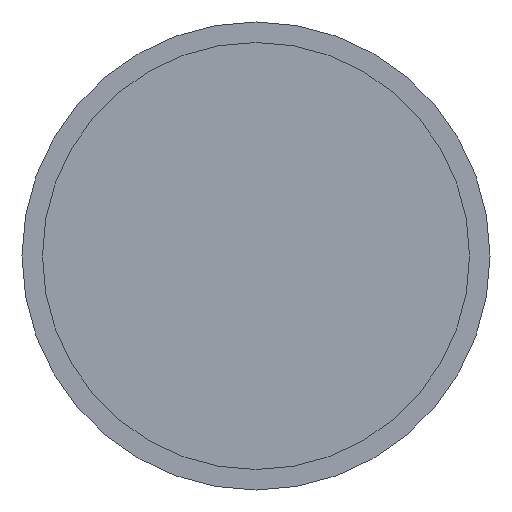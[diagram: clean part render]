
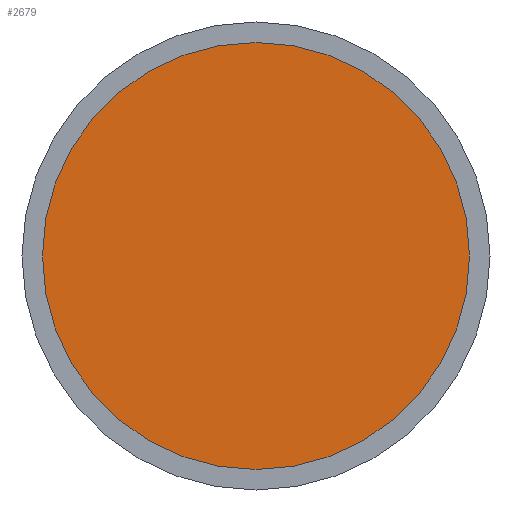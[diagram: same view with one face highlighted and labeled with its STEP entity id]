
A CAD part, front view. The second image highlights one B-rep face of the part: STEP entity #2679.
In plain terms, the highlighted planar face has unit normal (0, -1, 0).
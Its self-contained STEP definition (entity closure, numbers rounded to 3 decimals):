
#43 = DIRECTION ( 'NONE',  ( 0., -1., 0. ) ) ;
#143 = CIRCLE ( 'NONE', #1341, 36.5 ) ;
#227 = EDGE_CURVE ( 'NONE', #1568, #1337, #564, .T. ) ;
#286 = DIRECTION ( 'NONE',  ( 0., 0., -1. ) ) ;
#300 = CARTESIAN_POINT ( 'NONE',  ( 0., -2., 0. ) ) ;
#564 = CIRCLE ( 'NONE', #1747, 36.5 ) ;
#694 = EDGE_LOOP ( 'NONE', ( #1548, #1303 ) ) ;
#721 = CARTESIAN_POINT ( 'NONE',  ( 0., -2., 0. ) ) ;
#1189 = FACE_OUTER_BOUND ( 'NONE', #694, .T. ) ;
#1303 = ORIENTED_EDGE ( 'NONE', *, *, #2826, .T. ) ;
#1337 = VERTEX_POINT ( 'NONE', #2908 ) ;
#1341 = AXIS2_PLACEMENT_3D ( 'NONE', #300, #2457, #2432 ) ;
#1447 = AXIS2_PLACEMENT_3D ( 'NONE', #2557, #1882, #1900 ) ;
#1548 = ORIENTED_EDGE ( 'NONE', *, *, #227, .T. ) ;
#1568 = VERTEX_POINT ( 'NONE', #1814 ) ;
#1747 = AXIS2_PLACEMENT_3D ( 'NONE', #721, #43, #286 ) ;
#1814 = CARTESIAN_POINT ( 'NONE',  ( 0., -2., -36.5 ) ) ;
#1882 = DIRECTION ( 'NONE',  ( 0., -1., 0. ) ) ;
#1900 = DIRECTION ( 'NONE',  ( 0., 0., -1. ) ) ;
#2101 = PLANE ( 'NONE',  #1447 ) ;
#2432 = DIRECTION ( 'NONE',  ( 0., 0., -1. ) ) ;
#2457 = DIRECTION ( 'NONE',  ( 0., -1., 0. ) ) ;
#2557 = CARTESIAN_POINT ( 'NONE',  ( 0., -2., 0. ) ) ;
#2679 = ADVANCED_FACE ( 'NONE', ( #1189 ), #2101, .T. ) ;
#2826 = EDGE_CURVE ( 'NONE', #1337, #1568, #143, .T. ) ;
#2908 = CARTESIAN_POINT ( 'NONE',  ( 0., -2., 36.5 ) ) ;
